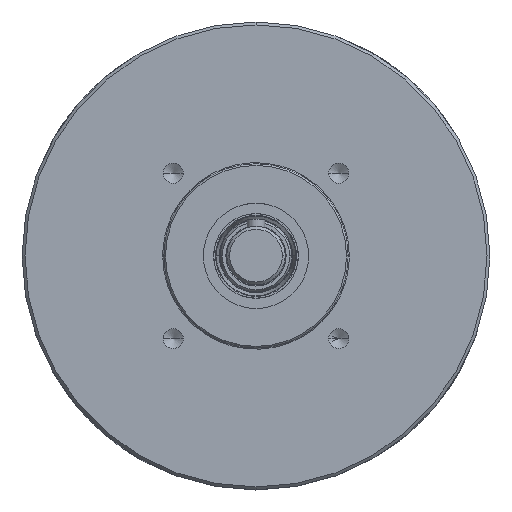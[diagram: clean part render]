
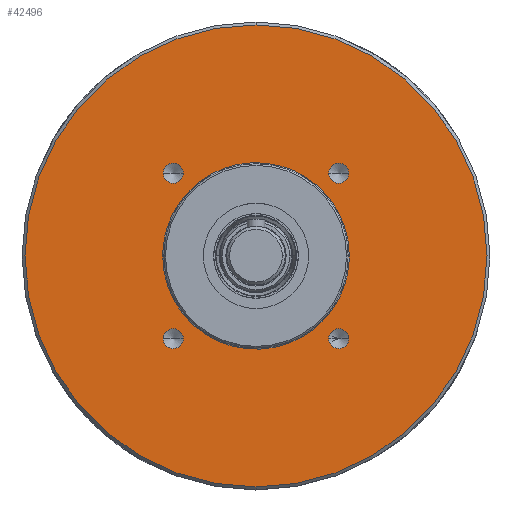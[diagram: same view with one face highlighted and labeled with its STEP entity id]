
A CAD part, top view. The second image highlights one B-rep face of the part: STEP entity #42496.
In plain terms, the highlighted planar face has unit normal (0, 0, 1).
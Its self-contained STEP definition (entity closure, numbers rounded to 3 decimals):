
#645 = CIRCLE ( 'NONE', #35508, 3.4 ) ;
#1117 = AXIS2_PLACEMENT_3D ( 'NONE', #16963, #45923, #21428 ) ;
#1348 = EDGE_CURVE ( 'NONE', #27284, #44989, #40517, .T. ) ;
#1563 = DIRECTION ( 'NONE',  ( -1., 0., 0. ) ) ;
#2929 = CARTESIAN_POINT ( 'NONE',  ( 31.9, 0., -5. ) ) ;
#3301 = EDGE_LOOP ( 'NONE', ( #45101, #44835 ) ) ;
#3392 = DIRECTION ( 'NONE',  ( 0., 0., 1. ) ) ;
#4563 = CARTESIAN_POINT ( 'NONE',  ( 31.684, -28.284, -5. ) ) ;
#4755 = CARTESIAN_POINT ( 'NONE',  ( 24.884, 28.284, -5. ) ) ;
#5352 = CARTESIAN_POINT ( 'NONE',  ( 0., 31.9, -5. ) ) ;
#5649 = EDGE_LOOP ( 'NONE', ( #35813, #42121 ) ) ;
#6264 = EDGE_CURVE ( 'NONE', #42028, #41155, #6622, .T. ) ;
#6622 = CIRCLE ( 'NONE', #33138, 79. ) ;
#6769 = ORIENTED_EDGE ( 'NONE', *, *, #43542, .F. ) ;
#6924 = CIRCLE ( 'NONE', #35816, 79. ) ;
#7045 = CARTESIAN_POINT ( 'NONE',  ( -31.684, 28.284, -5. ) ) ;
#7131 = CARTESIAN_POINT ( 'NONE',  ( -28.284, -28.284, -5. ) ) ;
#8180 = VERTEX_POINT ( 'NONE', #19047 ) ;
#8293 = DIRECTION ( 'NONE',  ( 0., 0., 1. ) ) ;
#8512 = EDGE_CURVE ( 'NONE', #43805, #21410, #645, .T. ) ;
#8669 = ORIENTED_EDGE ( 'NONE', *, *, #36335, .F. ) ;
#9118 = CIRCLE ( 'NONE', #17435, 3.4 ) ;
#9729 = VERTEX_POINT ( 'NONE', #16837 ) ;
#9967 = ORIENTED_EDGE ( 'NONE', *, *, #25535, .F. ) ;
#10134 = AXIS2_PLACEMENT_3D ( 'NONE', #45093, #18973, #12096 ) ;
#10966 = EDGE_LOOP ( 'NONE', ( #8669, #21326 ) ) ;
#11057 = VERTEX_POINT ( 'NONE', #15000 ) ;
#12096 = DIRECTION ( 'NONE',  ( 1., 0., 0. ) ) ;
#12658 = EDGE_CURVE ( 'NONE', #8180, #9729, #29003, .T. ) ;
#13366 = DIRECTION ( 'NONE',  ( 0., 1., 0. ) ) ;
#14538 = DIRECTION ( 'NONE',  ( 1., 0., 0. ) ) ;
#15000 = CARTESIAN_POINT ( 'NONE',  ( 24.884, -28.284, -5. ) ) ;
#15191 = DIRECTION ( 'NONE',  ( 1., 0., 0. ) ) ;
#15368 = AXIS2_PLACEMENT_3D ( 'NONE', #15903, #37738, #15191 ) ;
#15499 = CARTESIAN_POINT ( 'NONE',  ( 28.284, 28.284, -5. ) ) ;
#15903 = CARTESIAN_POINT ( 'NONE',  ( -28.284, -28.284, -5. ) ) ;
#15977 = CARTESIAN_POINT ( 'NONE',  ( 31.9, 0., -5. ) ) ;
#16290 = DIRECTION ( 'NONE',  ( 1., 0., 0. ) ) ;
#16520 = FACE_BOUND ( 'NONE', #39200, .T. ) ;
#16837 = CARTESIAN_POINT ( 'NONE',  ( -24.884, -28.284, -5. ) ) ;
#16963 = CARTESIAN_POINT ( 'NONE',  ( 28.284, 28.284, -5. ) ) ;
#17425 = CARTESIAN_POINT ( 'NONE',  ( -31.9, -63.8, -5. ) ) ;
#17435 = AXIS2_PLACEMENT_3D ( 'NONE', #20295, #41447, #16290 ) ;
#18240 = CARTESIAN_POINT ( 'NONE',  ( 0., 79., -5. ) ) ;
#18298 =( BOUNDED_CURVE ( )  B_SPLINE_CURVE ( 3, ( #43682, #21604, #22065, #36803 ),
 .UNSPECIFIED., .F., .T. ) 
 B_SPLINE_CURVE_WITH_KNOTS ( ( 4, 4 ),
 ( 0., 1. ),
 .UNSPECIFIED. ) 
 CURVE ( )  GEOMETRIC_REPRESENTATION_ITEM ( )  RATIONAL_B_SPLINE_CURVE ( ( 1., 0.333, 0.333, 1. ) ) 
 REPRESENTATION_ITEM ( '' )  );
#18973 = DIRECTION ( 'NONE',  ( 0., 0., 1. ) ) ;
#19039 = AXIS2_PLACEMENT_3D ( 'NONE', #7131, #36074, #36304 ) ;
#19047 = CARTESIAN_POINT ( 'NONE',  ( -31.684, -28.284, -5. ) ) ;
#20062 = PLANE ( 'NONE',  #43929 ) ;
#20295 = CARTESIAN_POINT ( 'NONE',  ( 28.284, -28.284, -5. ) ) ;
#21202 = CARTESIAN_POINT ( 'NONE',  ( -31.9, 0., -5. ) ) ;
#21326 = ORIENTED_EDGE ( 'NONE', *, *, #33274, .F. ) ;
#21410 = VERTEX_POINT ( 'NONE', #7045 ) ;
#21428 = DIRECTION ( 'NONE',  ( 1., 0., 0. ) ) ;
#21604 = CARTESIAN_POINT ( 'NONE',  ( 31.9, 63.8, -5. ) ) ;
#21889 = CARTESIAN_POINT ( 'NONE',  ( 28.284, -28.284, -5. ) ) ;
#21907 = CARTESIAN_POINT ( 'NONE',  ( 31.9, -63.8, -5. ) ) ;
#22065 = CARTESIAN_POINT ( 'NONE',  ( -31.9, 63.8, -5. ) ) ;
#22586 = CARTESIAN_POINT ( 'NONE',  ( 31.684, 28.284, -5. ) ) ;
#23163 = FACE_BOUND ( 'NONE', #38536, .T. ) ;
#25535 = EDGE_CURVE ( 'NONE', #21410, #43805, #30613, .T. ) ;
#25961 = CARTESIAN_POINT ( 'NONE',  ( -31.9, 0., -5. ) ) ;
#26956 = FACE_BOUND ( 'NONE', #5649, .T. ) ;
#27284 = VERTEX_POINT ( 'NONE', #4755 ) ;
#29003 = CIRCLE ( 'NONE', #15368, 3.4 ) ;
#29638 = CARTESIAN_POINT ( 'NONE',  ( -28.284, 28.284, -5. ) ) ;
#29774 = EDGE_LOOP ( 'NONE', ( #34428, #32503 ) ) ;
#30437 = DIRECTION ( 'NONE',  ( 1., 0., 0. ) ) ;
#30613 = CIRCLE ( 'NONE', #10134, 3.4 ) ;
#30756 = FACE_BOUND ( 'NONE', #10966, .T. ) ;
#30909 = DIRECTION ( 'NONE',  ( 0., 0., 1. ) ) ;
#31369 = DIRECTION ( 'NONE',  ( 0., 0., -1. ) ) ;
#31598 = CARTESIAN_POINT ( 'NONE',  ( 0., 0., -5. ) ) ;
#32503 = ORIENTED_EDGE ( 'NONE', *, *, #34878, .F. ) ;
#32701 = CIRCLE ( 'NONE', #42584, 3.4 ) ;
#32716 = VERTEX_POINT ( 'NONE', #4563 ) ;
#32832 = CARTESIAN_POINT ( 'NONE',  ( -24.884, 28.284, -5. ) ) ;
#33138 = AXIS2_PLACEMENT_3D ( 'NONE', #46352, #46120, #13366 ) ;
#33274 = EDGE_CURVE ( 'NONE', #41417, #43878, #18298, .T. ) ;
#33677 = DIRECTION ( 'NONE',  ( 1., 0., 0. ) ) ;
#34428 = ORIENTED_EDGE ( 'NONE', *, *, #6264, .F. ) ;
#34611 = EDGE_CURVE ( 'NONE', #44989, #27284, #39618, .T. ) ;
#34878 = EDGE_CURVE ( 'NONE', #41155, #42028, #6924, .T. ) ;
#35147 = ORIENTED_EDGE ( 'NONE', *, *, #8512, .F. ) ;
#35508 = AXIS2_PLACEMENT_3D ( 'NONE', #29638, #8293, #33677 ) ;
#35813 = ORIENTED_EDGE ( 'NONE', *, *, #36626, .F. ) ;
#35816 = AXIS2_PLACEMENT_3D ( 'NONE', #31598, #31369, #46091 ) ;
#36074 = DIRECTION ( 'NONE',  ( 0., 0., 1. ) ) ;
#36304 = DIRECTION ( 'NONE',  ( 1., 0., 0. ) ) ;
#36335 = EDGE_CURVE ( 'NONE', #43878, #41417, #40769, .T. ) ;
#36626 = EDGE_CURVE ( 'NONE', #9729, #8180, #40232, .T. ) ;
#36803 = CARTESIAN_POINT ( 'NONE',  ( -31.9, 0., -5. ) ) ;
#37023 = ORIENTED_EDGE ( 'NONE', *, *, #46501, .F. ) ;
#37738 = DIRECTION ( 'NONE',  ( 0., 0., 1. ) ) ;
#38109 = FACE_BOUND ( 'NONE', #3301, .T. ) ;
#38536 = EDGE_LOOP ( 'NONE', ( #6769, #37023 ) ) ;
#39200 = EDGE_LOOP ( 'NONE', ( #35147, #9967 ) ) ;
#39618 = CIRCLE ( 'NONE', #41074, 3.4 ) ;
#40232 = CIRCLE ( 'NONE', #19039, 3.4 ) ;
#40517 = CIRCLE ( 'NONE', #1117, 3.4 ) ;
#40769 =( BOUNDED_CURVE ( )  B_SPLINE_CURVE ( 3, ( #21202, #17425, #21907, #2929 ),
 .UNSPECIFIED., .F., .T. ) 
 B_SPLINE_CURVE_WITH_KNOTS ( ( 4, 4 ),
 ( 0., 1. ),
 .UNSPECIFIED. ) 
 CURVE ( )  GEOMETRIC_REPRESENTATION_ITEM ( )  RATIONAL_B_SPLINE_CURVE ( ( 1., 0.333, 0.333, 1. ) ) 
 REPRESENTATION_ITEM ( '' )  );
#41074 = AXIS2_PLACEMENT_3D ( 'NONE', #15499, #30909, #30437 ) ;
#41155 = VERTEX_POINT ( 'NONE', #41449 ) ;
#41417 = VERTEX_POINT ( 'NONE', #15977 ) ;
#41447 = DIRECTION ( 'NONE',  ( 0., 0., 1. ) ) ;
#41449 = CARTESIAN_POINT ( 'NONE',  ( 0., -79., -5. ) ) ;
#42028 = VERTEX_POINT ( 'NONE', #18240 ) ;
#42121 = ORIENTED_EDGE ( 'NONE', *, *, #12658, .F. ) ;
#42148 = FACE_OUTER_BOUND ( 'NONE', #29774, .T. ) ;
#42496 = ADVANCED_FACE ( 'NONE', ( #42148, #30756, #26956, #23163, #38109, #16520 ), #20062, .F. ) ;
#42584 = AXIS2_PLACEMENT_3D ( 'NONE', #21889, #3392, #14538 ) ;
#43542 = EDGE_CURVE ( 'NONE', #32716, #11057, #9118, .T. ) ;
#43682 = CARTESIAN_POINT ( 'NONE',  ( 31.9, 0., -5. ) ) ;
#43805 = VERTEX_POINT ( 'NONE', #32832 ) ;
#43878 = VERTEX_POINT ( 'NONE', #25961 ) ;
#43929 = AXIS2_PLACEMENT_3D ( 'NONE', #5352, #45710, #1563 ) ;
#44835 = ORIENTED_EDGE ( 'NONE', *, *, #1348, .F. ) ;
#44989 = VERTEX_POINT ( 'NONE', #22586 ) ;
#45093 = CARTESIAN_POINT ( 'NONE',  ( -28.284, 28.284, -5. ) ) ;
#45101 = ORIENTED_EDGE ( 'NONE', *, *, #34611, .F. ) ;
#45710 = DIRECTION ( 'NONE',  ( 0., 0., -1. ) ) ;
#45923 = DIRECTION ( 'NONE',  ( 0., 0., 1. ) ) ;
#46091 = DIRECTION ( 'NONE',  ( 0., 1., 0. ) ) ;
#46120 = DIRECTION ( 'NONE',  ( 0., 0., -1. ) ) ;
#46352 = CARTESIAN_POINT ( 'NONE',  ( 0., 0., -5. ) ) ;
#46501 = EDGE_CURVE ( 'NONE', #11057, #32716, #32701, .T. ) ;
